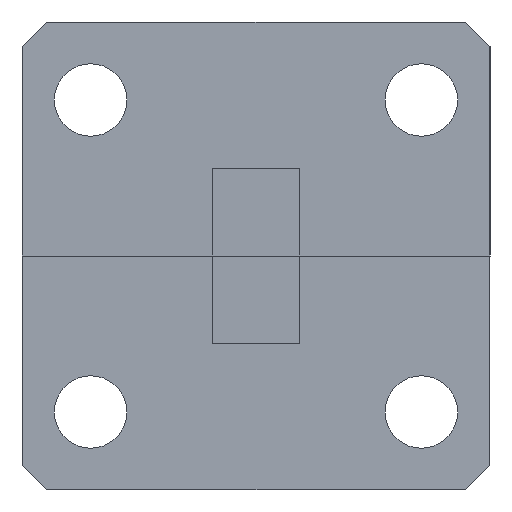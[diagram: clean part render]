
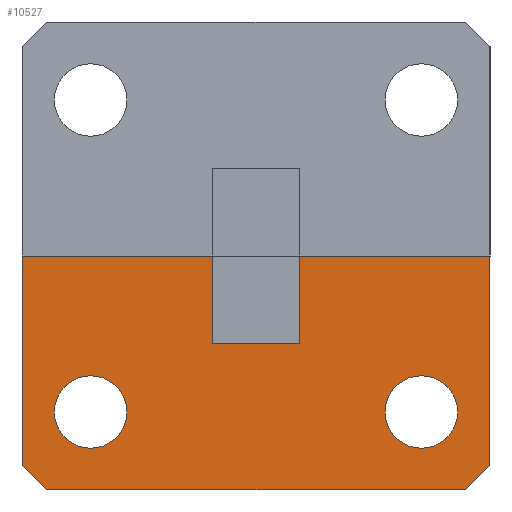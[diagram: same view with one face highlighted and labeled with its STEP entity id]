
A CAD part, left-side view. The second image highlights one B-rep face of the part: STEP entity #10527.
In plain terms, the highlighted planar face has unit normal (-1, 0, 0).
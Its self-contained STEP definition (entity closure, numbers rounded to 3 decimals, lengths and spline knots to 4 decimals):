
#128 = CARTESIAN_POINT ( 'NONE',  ( -6.432, 0.2708, 2.5708 ) ) ;
#872 = VERTEX_POINT ( 'NONE', #26575 ) ;
#1269 = CARTESIAN_POINT ( 'NONE',  ( -6.432, 0.6758, 2.9458 ) ) ;
#1628 = EDGE_CURVE ( 'NONE', #11713, #12966, #28009, .T. ) ;
#1753 = EDGE_LOOP ( 'NONE', ( #18944, #30604 ) ) ;
#2019 = DIRECTION ( 'NONE',  ( -1., 0., 0. ) ) ;
#2161 = FACE_OUTER_BOUND ( 'NONE', #20581, .T. ) ;
#2554 = ORIENTED_EDGE ( 'NONE', *, *, #11375, .F. ) ;
#3624 = CARTESIAN_POINT ( 'NONE',  ( -6.432, 0.9808, 2.9458 ) ) ;
#4679 = FACE_BOUND ( 'NONE', #8603, .T. ) ;
#6245 = CARTESIAN_POINT ( 'NONE',  ( -6.432, 0.3408, 2.6958 ) ) ;
#6337 = CIRCLE ( 'NONE', #22074, 0.058 ) ;
#6499 = DIRECTION ( 'NONE',  ( 0., -1., 0. ) ) ;
#6767 = LINE ( 'NONE', #7861, #21638 ) ;
#7103 = CARTESIAN_POINT ( 'NONE',  ( -6.432, 0.8708, 2.6958 ) ) ;
#7401 = CARTESIAN_POINT ( 'NONE',  ( -6.432, 0.9808, 2.5708 ) ) ;
#7710 = EDGE_CURVE ( 'NONE', #31746, #12202, #11931, .T. ) ;
#7861 = CARTESIAN_POINT ( 'NONE',  ( -6.432, 0.9808, 2.9458 ) ) ;
#8284 = EDGE_CURVE ( 'NONE', #29282, #32497, #9463, .T. ) ;
#8572 = CIRCLE ( 'NONE', #27580, 0.058 ) ;
#8603 = EDGE_LOOP ( 'NONE', ( #21767, #23959 ) ) ;
#8900 = ORIENTED_EDGE ( 'NONE', *, *, #30999, .T. ) ;
#8947 = DIRECTION ( 'NONE',  ( -1., 0., 0. ) ) ;
#9017 = EDGE_CURVE ( 'NONE', #12966, #11713, #8572, .T. ) ;
#9379 = CARTESIAN_POINT ( 'NONE',  ( -6.432, 0.5358, 2.8058 ) ) ;
#9463 = LINE ( 'NONE', #25257, #32455 ) ;
#9772 = DIRECTION ( 'NONE',  ( 0., 0., 1. ) ) ;
#9888 = ORIENTED_EDGE ( 'NONE', *, *, #33531, .F. ) ;
#10256 = EDGE_CURVE ( 'NONE', #32497, #32322, #12102, .T. ) ;
#10472 = CARTESIAN_POINT ( 'NONE',  ( -6.432, 0.3408, 2.6958 ) ) ;
#10527 = ADVANCED_FACE ( 'NONE', ( #4679, #25411, #2161 ), #20324, .T. ) ;
#10628 = CARTESIAN_POINT ( 'NONE',  ( -6.432, 0.6758, 2.8058 ) ) ;
#11269 = LINE ( 'NONE', #26898, #20841 ) ;
#11375 = EDGE_CURVE ( 'NONE', #20757, #12748, #25082, .T. ) ;
#11486 = CARTESIAN_POINT ( 'NONE',  ( -6.432, 0.8708, 2.6958 ) ) ;
#11495 = ORIENTED_EDGE ( 'NONE', *, *, #8284, .F. ) ;
#11713 = VERTEX_POINT ( 'NONE', #27398 ) ;
#11832 = ORIENTED_EDGE ( 'NONE', *, *, #26105, .T. ) ;
#11864 = VECTOR ( 'NONE', #22102, 39.3701 ) ;
#11910 = AXIS2_PLACEMENT_3D ( 'NONE', #7401, #17757, #28978 ) ;
#11931 = LINE ( 'NONE', #33160, #29156 ) ;
#12102 = LINE ( 'NONE', #9379, #14622 ) ;
#12202 = VERTEX_POINT ( 'NONE', #128 ) ;
#12748 = VERTEX_POINT ( 'NONE', #3624 ) ;
#12767 = EDGE_CURVE ( 'NONE', #29282, #32350, #16876, .T. ) ;
#12966 = VERTEX_POINT ( 'NONE', #21080 ) ;
#14578 = DIRECTION ( 'NONE',  ( 0., -1., 0. ) ) ;
#14622 = VECTOR ( 'NONE', #23406, 39.3701 ) ;
#14855 = CARTESIAN_POINT ( 'NONE',  ( -6.432, 0.9808, 2.5708 ) ) ;
#15091 = VECTOR ( 'NONE', #32837, 39.3701 ) ;
#15301 = ORIENTED_EDGE ( 'NONE', *, *, #7710, .T. ) ;
#15722 = ORIENTED_EDGE ( 'NONE', *, *, #25554, .F. ) ;
#15900 = DIRECTION ( 'NONE',  ( 0., 0., 1. ) ) ;
#16032 = VERTEX_POINT ( 'NONE', #26179 ) ;
#16206 = EDGE_CURVE ( 'NONE', #20757, #31746, #22436, .T. ) ;
#16607 = DIRECTION ( 'NONE',  ( 0., 0., 1. ) ) ;
#16664 = LINE ( 'NONE', #27024, #11864 ) ;
#16803 = ORIENTED_EDGE ( 'NONE', *, *, #10256, .F. ) ;
#16842 = AXIS2_PLACEMENT_3D ( 'NONE', #7103, #2019, #27325 ) ;
#16876 = LINE ( 'NONE', #27231, #15091 ) ;
#17382 = CARTESIAN_POINT ( 'NONE',  ( -6.432, 0.5358, 2.8058 ) ) ;
#17703 = AXIS2_PLACEMENT_3D ( 'NONE', #6245, #8947, #16607 ) ;
#17757 = DIRECTION ( 'NONE',  ( -1., 0., 0. ) ) ;
#18944 = ORIENTED_EDGE ( 'NONE', *, *, #1628, .F. ) ;
#19541 = DIRECTION ( 'NONE',  ( 0., -0.707, -0.707 ) ) ;
#19556 = CARTESIAN_POINT ( 'NONE',  ( -6.432, 0.2308, 2.5708 ) ) ;
#20063 = VECTOR ( 'NONE', #9772, 39.3701 ) ;
#20324 = PLANE ( 'NONE',  #11910 ) ;
#20405 = VERTEX_POINT ( 'NONE', #21104 ) ;
#20581 = EDGE_LOOP ( 'NONE', ( #15301, #8900, #11832, #15722, #16803, #11495, #22588, #9888, #2554, #27374 ) ) ;
#20757 = VERTEX_POINT ( 'NONE', #23096 ) ;
#20841 = VECTOR ( 'NONE', #21987, 39.3701 ) ;
#21080 = CARTESIAN_POINT ( 'NONE',  ( -6.432, 0.3408, 2.6378 ) ) ;
#21104 = CARTESIAN_POINT ( 'NONE',  ( -6.432, 0.2308, 2.6108 ) ) ;
#21514 = DIRECTION ( 'NONE',  ( -1., 0., 0. ) ) ;
#21638 = VECTOR ( 'NONE', #14578, 39.3701 ) ;
#21767 = ORIENTED_EDGE ( 'NONE', *, *, #28042, .F. ) ;
#21987 = DIRECTION ( 'NONE',  ( 0., -1., 0. ) ) ;
#22074 = AXIS2_PLACEMENT_3D ( 'NONE', #11486, #24919, #29680 ) ;
#22092 = CARTESIAN_POINT ( 'NONE',  ( -6.432, 0.9608, 2.5908 ) ) ;
#22102 = DIRECTION ( 'NONE',  ( 0., -0.707, 0.707 ) ) ;
#22436 = LINE ( 'NONE', #22092, #33031 ) ;
#22588 = ORIENTED_EDGE ( 'NONE', *, *, #12767, .T. ) ;
#22642 = CARTESIAN_POINT ( 'NONE',  ( -6.432, 0.9408, 2.5708 ) ) ;
#23096 = CARTESIAN_POINT ( 'NONE',  ( -6.432, 0.9808, 2.6108 ) ) ;
#23406 = DIRECTION ( 'NONE',  ( 0., 0., 1. ) ) ;
#23959 = ORIENTED_EDGE ( 'NONE', *, *, #26460, .F. ) ;
#24919 = DIRECTION ( 'NONE',  ( -1., 0., 0. ) ) ;
#25082 = LINE ( 'NONE', #14855, #20063 ) ;
#25257 = CARTESIAN_POINT ( 'NONE',  ( -6.432, 0.5358, 2.8058 ) ) ;
#25411 = FACE_BOUND ( 'NONE', #1753, .T. ) ;
#25554 = EDGE_CURVE ( 'NONE', #32322, #16032, #11269, .T. ) ;
#26105 = EDGE_CURVE ( 'NONE', #20405, #16032, #29937, .T. ) ;
#26179 = CARTESIAN_POINT ( 'NONE',  ( -6.432, 0.2308, 2.9458 ) ) ;
#26460 = EDGE_CURVE ( 'NONE', #872, #30965, #27151, .T. ) ;
#26575 = CARTESIAN_POINT ( 'NONE',  ( -6.432, 0.8708, 2.6378 ) ) ;
#26686 = CARTESIAN_POINT ( 'NONE',  ( -6.432, 0.8708, 2.7538 ) ) ;
#26894 = CARTESIAN_POINT ( 'NONE',  ( -6.432, 0.5358, 2.9458 ) ) ;
#26898 = CARTESIAN_POINT ( 'NONE',  ( -6.432, 0.9808, 2.9458 ) ) ;
#27024 = CARTESIAN_POINT ( 'NONE',  ( -6.432, 0.6258, 2.2158 ) ) ;
#27151 = CIRCLE ( 'NONE', #16842, 0.058 ) ;
#27231 = CARTESIAN_POINT ( 'NONE',  ( -6.432, 0.6758, 2.8058 ) ) ;
#27325 = DIRECTION ( 'NONE',  ( 0., 0., 1. ) ) ;
#27374 = ORIENTED_EDGE ( 'NONE', *, *, #16206, .T. ) ;
#27398 = CARTESIAN_POINT ( 'NONE',  ( -6.432, 0.3408, 2.7538 ) ) ;
#27580 = AXIS2_PLACEMENT_3D ( 'NONE', #10472, #21514, #15900 ) ;
#27703 = DIRECTION ( 'NONE',  ( 0., 0., 1. ) ) ;
#28009 = CIRCLE ( 'NONE', #17703, 0.058 ) ;
#28042 = EDGE_CURVE ( 'NONE', #30965, #872, #6337, .T. ) ;
#28978 = DIRECTION ( 'NONE',  ( 0., 0., 1. ) ) ;
#29156 = VECTOR ( 'NONE', #6499, 39.3701 ) ;
#29282 = VERTEX_POINT ( 'NONE', #10628 ) ;
#29680 = DIRECTION ( 'NONE',  ( 0., 0., 1. ) ) ;
#29937 = LINE ( 'NONE', #19556, #32588 ) ;
#30191 = DIRECTION ( 'NONE',  ( 0., -1., 0. ) ) ;
#30604 = ORIENTED_EDGE ( 'NONE', *, *, #9017, .F. ) ;
#30965 = VERTEX_POINT ( 'NONE', #26686 ) ;
#30999 = EDGE_CURVE ( 'NONE', #12202, #20405, #16664, .T. ) ;
#31746 = VERTEX_POINT ( 'NONE', #22642 ) ;
#32322 = VERTEX_POINT ( 'NONE', #26894 ) ;
#32350 = VERTEX_POINT ( 'NONE', #1269 ) ;
#32455 = VECTOR ( 'NONE', #30191, 39.3701 ) ;
#32497 = VERTEX_POINT ( 'NONE', #17382 ) ;
#32588 = VECTOR ( 'NONE', #27703, 39.3701 ) ;
#32837 = DIRECTION ( 'NONE',  ( 0., 0., 1. ) ) ;
#33031 = VECTOR ( 'NONE', #19541, 39.3701 ) ;
#33160 = CARTESIAN_POINT ( 'NONE',  ( -6.432, 0.9808, 2.5708 ) ) ;
#33531 = EDGE_CURVE ( 'NONE', #12748, #32350, #6767, .T. ) ;
